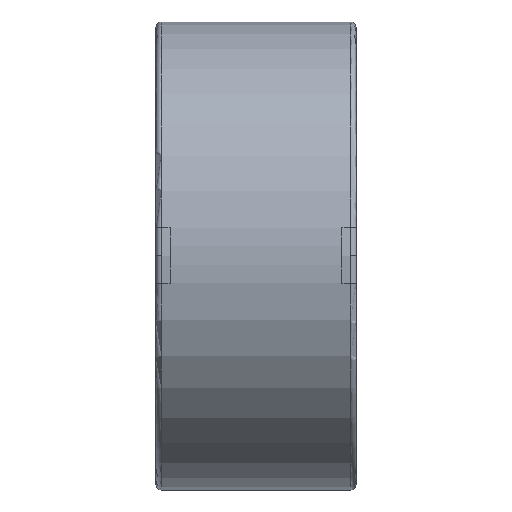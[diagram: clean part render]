
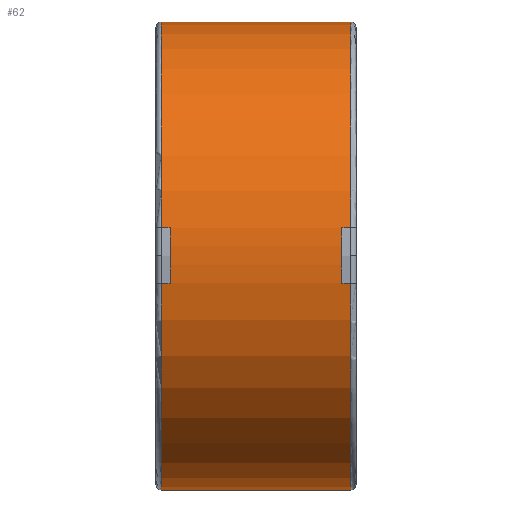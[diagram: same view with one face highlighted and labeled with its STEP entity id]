
A CAD part, top view. The second image highlights one B-rep face of the part: STEP entity #62.
In plain terms, the highlighted cylindrical face has radius 21 mm (diameter 42 mm), a partial arc.
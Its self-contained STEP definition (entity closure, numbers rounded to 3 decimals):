
#62=ADVANCED_FACE('',(#151),#152,.T.);
#151=FACE_OUTER_BOUND('',#307,.T.);
#152=CYLINDRICAL_SURFACE('',#308,21.0);
#307=EDGE_LOOP('',(#557,#558,#559,#560,#561,#562,#563,#564,#565,#566,#567,#568));
#308=AXIS2_PLACEMENT_3D('',#569,#570,#571);
#557=ORIENTED_EDGE('',*,*,#1087,.F.);
#558=ORIENTED_EDGE('',*,*,#1088,.T.);
#559=ORIENTED_EDGE('',*,*,#1089,.T.);
#560=ORIENTED_EDGE('',*,*,#1090,.T.);
#561=ORIENTED_EDGE('',*,*,#1091,.T.);
#562=ORIENTED_EDGE('',*,*,#1092,.T.);
#563=ORIENTED_EDGE('',*,*,#1093,.F.);
#564=ORIENTED_EDGE('',*,*,#1094,.T.);
#565=ORIENTED_EDGE('',*,*,#1095,.T.);
#566=ORIENTED_EDGE('',*,*,#1096,.T.);
#567=ORIENTED_EDGE('',*,*,#1097,.T.);
#568=ORIENTED_EDGE('',*,*,#1098,.T.);
#569=CARTESIAN_POINT('',(4.75,0.0,0.0));
#570=DIRECTION('',(1.0,0.0,0.0));
#571=DIRECTION('',(0.0,1.0,0.0));
#1087=EDGE_CURVE('',#1343,#1344,#1345,.T.);
#1088=EDGE_CURVE('',#1343,#1346,#1347,.T.);
#1089=EDGE_CURVE('',#1346,#1348,#1349,.T.);
#1090=EDGE_CURVE('',#1348,#1350,#1351,.T.);
#1091=EDGE_CURVE('',#1350,#1352,#1353,.T.);
#1092=EDGE_CURVE('',#1352,#1354,#1355,.T.);
#1093=EDGE_CURVE('',#1356,#1354,#1357,.T.);
#1094=EDGE_CURVE('',#1356,#1358,#1359,.T.);
#1095=EDGE_CURVE('',#1358,#1360,#1361,.T.);
#1096=EDGE_CURVE('',#1360,#1362,#1363,.T.);
#1097=EDGE_CURVE('',#1362,#1364,#1365,.T.);
#1098=EDGE_CURVE('',#1364,#1344,#1366,.T.);
#1343=VERTEX_POINT('',#1679);
#1344=VERTEX_POINT('',#1680);
#1345=LINE('',#1681,#1682);
#1346=VERTEX_POINT('',#1683);
#1347=CIRCLE('',#1684,21.0);
#1348=VERTEX_POINT('',#1685);
#1349=LINE('',#1686,#1687);
#1350=VERTEX_POINT('',#1688);
#1351=CIRCLE('',#1689,21.0);
#1352=VERTEX_POINT('',#1690);
#1353=LINE('',#1691,#1692);
#1354=VERTEX_POINT('',#1693);
#1355=CIRCLE('',#1694,21.0);
#1356=VERTEX_POINT('',#1695);
#1357=LINE('',#1696,#1697);
#1358=VERTEX_POINT('',#1698);
#1359=CIRCLE('',#1699,21.0);
#1360=VERTEX_POINT('',#1700);
#1361=LINE('',#1701,#1702);
#1362=VERTEX_POINT('',#1703);
#1363=CIRCLE('',#1704,21.0);
#1364=VERTEX_POINT('',#1705);
#1365=LINE('',#1706,#1707);
#1366=CIRCLE('',#1708,21.0);
#1679=CARTESIAN_POINT('',(0.5,21.0,0.));
#1680=CARTESIAN_POINT('',(17.5,21.0,0.));
#1681=CARTESIAN_POINT('',(4.75,21.0,0.));
#1682=VECTOR('',#2523,1.0);
#1683=CARTESIAN_POINT('',(0.5,2.5,20.851));
#1684=AXIS2_PLACEMENT_3D('',#2524,#2525,#2526);
#1685=CARTESIAN_POINT('',(1.3,2.5,20.851));
#1686=CARTESIAN_POINT('',(0.9,2.5,20.851));
#1687=VECTOR('',#2527,1.0);
#1688=CARTESIAN_POINT('',(1.3,-2.5,20.851));
#1689=AXIS2_PLACEMENT_3D('',#2528,#2529,#2530);
#1690=CARTESIAN_POINT('',(0.5,-2.5,20.851));
#1691=CARTESIAN_POINT('',(0.9,-2.5,20.851));
#1692=VECTOR('',#2531,1.0);
#1693=CARTESIAN_POINT('',(0.5,-21.0,0.));
#1694=AXIS2_PLACEMENT_3D('',#2532,#2533,#2534);
#1695=CARTESIAN_POINT('',(17.5,-21.0,0.));
#1696=CARTESIAN_POINT('',(4.75,-21.0,0.));
#1697=VECTOR('',#2535,1.0);
#1698=CARTESIAN_POINT('',(17.5,-2.5,20.851));
#1699=AXIS2_PLACEMENT_3D('',#2536,#2537,#2538);
#1700=CARTESIAN_POINT('',(16.7,-2.5,20.851));
#1701=CARTESIAN_POINT('',(17.1,-2.5,20.851));
#1702=VECTOR('',#2539,1.0);
#1703=CARTESIAN_POINT('',(16.7,2.5,20.851));
#1704=AXIS2_PLACEMENT_3D('',#2540,#2541,#2542);
#1705=CARTESIAN_POINT('',(17.5,2.5,20.851));
#1706=CARTESIAN_POINT('',(17.1,2.5,20.851));
#1707=VECTOR('',#2543,1.0);
#1708=AXIS2_PLACEMENT_3D('',#2544,#2545,#2546);
#2523=DIRECTION('',(1.0,0.0,0.0));
#2524=CARTESIAN_POINT('',(0.5,0.0,0.0));
#2525=DIRECTION('',(1.0,0.0,0.0));
#2526=DIRECTION('',(0.0,1.0,0.0));
#2527=DIRECTION('',(1.0,0.0,0.0));
#2528=CARTESIAN_POINT('',(1.3,0.0,0.0));
#2529=DIRECTION('',(1.0,0.0,-0.0));
#2530=DIRECTION('',(0.0,1.0,0.0));
#2531=DIRECTION('',(-1.0,-0.0,-0.0));
#2532=CARTESIAN_POINT('',(0.5,0.0,0.0));
#2533=DIRECTION('',(1.0,0.0,0.0));
#2534=DIRECTION('',(0.0,1.0,0.0));
#2535=DIRECTION('',(-1.0,-0.0,-0.0));
#2536=CARTESIAN_POINT('',(17.5,0.0,0.));
#2537=DIRECTION('',(-1.0,0.0,0.));
#2538=DIRECTION('',(0.0,1.0,0.0));
#2539=DIRECTION('',(-1.0,-0.0,-0.0));
#2540=CARTESIAN_POINT('',(16.7,0.0,0.0));
#2541=DIRECTION('',(-1.0,0.0,0.0));
#2542=DIRECTION('',(0.0,1.0,0.0));
#2543=DIRECTION('',(1.0,0.0,0.0));
#2544=CARTESIAN_POINT('',(17.5,0.0,0.));
#2545=DIRECTION('',(-1.0,0.0,0.));
#2546=DIRECTION('',(0.0,1.0,0.0));
